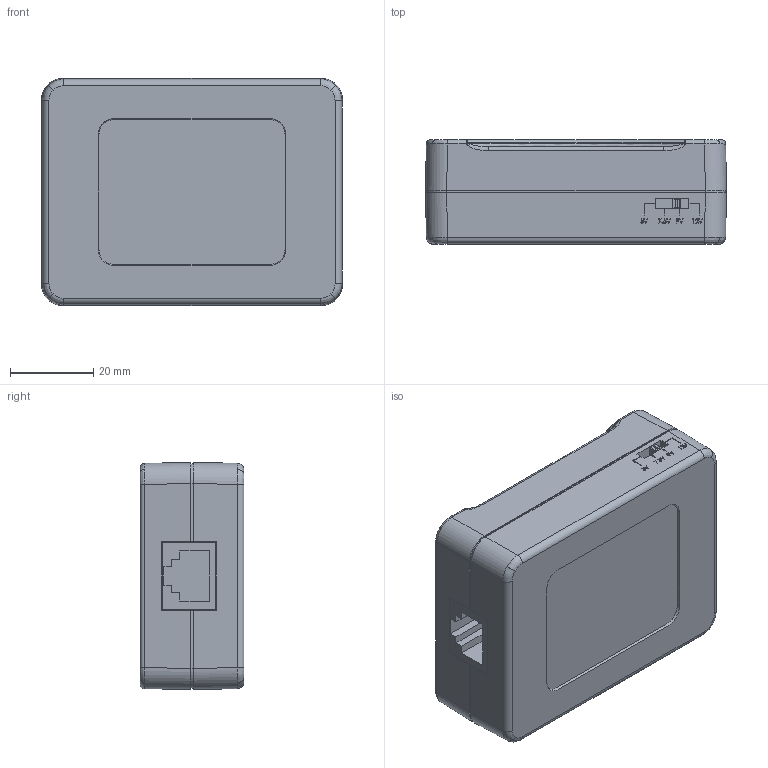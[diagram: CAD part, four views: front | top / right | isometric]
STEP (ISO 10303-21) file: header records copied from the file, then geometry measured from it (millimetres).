
FILE_DESCRIPTION (( 'STEP AP214' ), '1' );
FILE_NAME ('BT-CAT5-R0512.STEP', '2013-01-28T16:31:54', ( 'x' ), ( '' ), 'SwSTEP 2.0', 'SolidWorks 2012', '' );
FILE_SCHEMA (( 'AUTOMOTIVE_DESIGN' ));
Length unit declared in the file: inch
Products named in the file (1): BT-CAT5-R0512
Bounding box: 72.44 x 25.02 x 54.66 mm (x, y, z)
Volume: 92899.4 mm3; surface area: 15899.6 mm2
Topology: 1 solids, 1 shells, 308 faces, 818 edges, 527 vertices
Faces by surface type: plane 194, bspline 59, cylinder 32, sphere 8, cone 8, torus 7
Entity records: 15466 total; most frequent: CARTESIAN_POINT 4274, ORIENTED_EDGE 1616, DIRECTION 1280, EDGE_CURVE 808, LINE 584, VECTOR 584, VERTEX_POINT 525, AXIS2_PLACEMENT_3D 348
